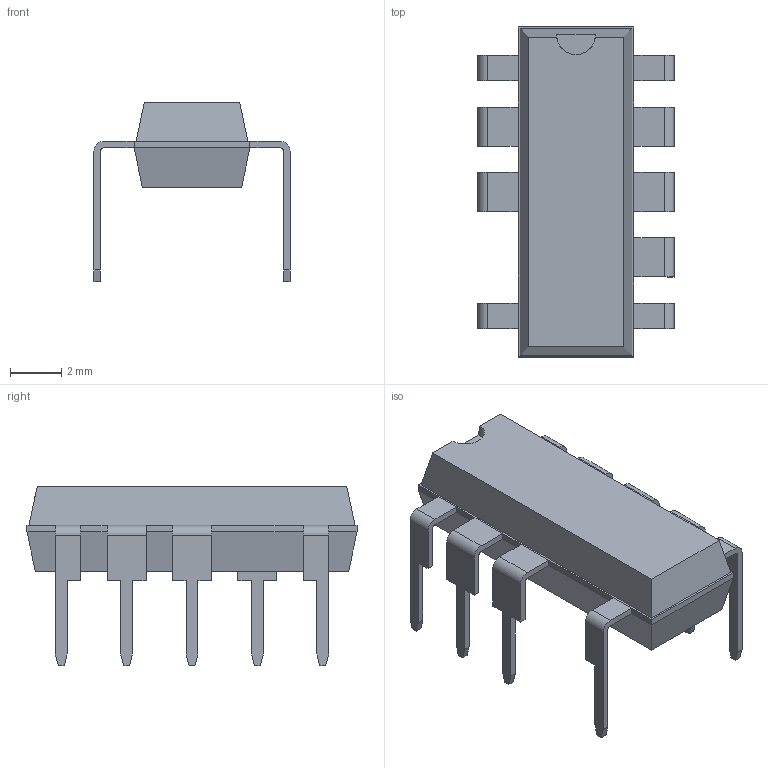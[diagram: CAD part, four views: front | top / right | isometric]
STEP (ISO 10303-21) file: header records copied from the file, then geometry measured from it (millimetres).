
FILE_DESCRIPTION(/* description */ ('model of PowerIntegrations_SDIP-10C'),/* implementation_level */ '2;1');
FILE_NAME(/* name */ 'PowerIntegrations_SDIP-10C.step',/* time_stamp */ '2018-11-04T11:33:27',/* author */ ('kicad StepUp','ksu'),/* organization */ ('FreeCAD'),/* preprocessor_version */ 'OCC',/* originating_system */ 'kicad StepUp',/* authorisation */ '');
FILE_SCHEMA(('AUTOMOTIVE_DESIGN { 1 0 10303 214 1 1 1 1 }'));
Length unit declared in the file: millimetre
Products named in the file (1): PowerIntegrations_SDIP_10C
Bounding box: 7.62 x 12.82 x 6.98 mm (x, y, z)
Volume: 182.7 mm3; surface area: 340.1 mm2
Topology: 1 solids, 1 shells, 174 faces, 452 edges, 280 vertices
Faces by surface type: plane 125, bspline 30, cylinder 19
Entity records: 6382 total; most frequent: CARTESIAN_POINT 1022, ORIENTED_EDGE 904, DIRECTION 763, EDGE_CURVE 452, LINE 393, VECTOR 393, VERTEX_POINT 280, AXIS2_PLACEMENT_3D 185
